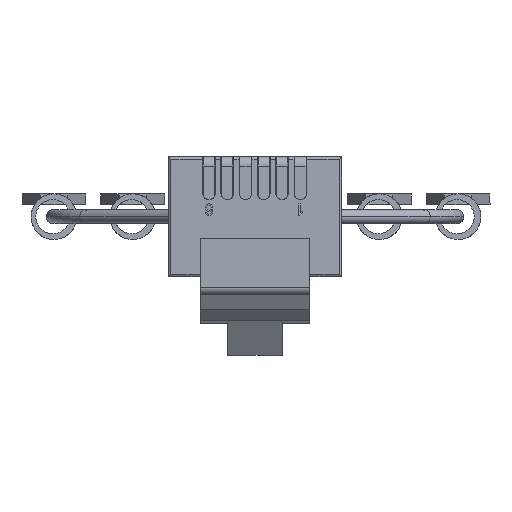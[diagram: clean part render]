
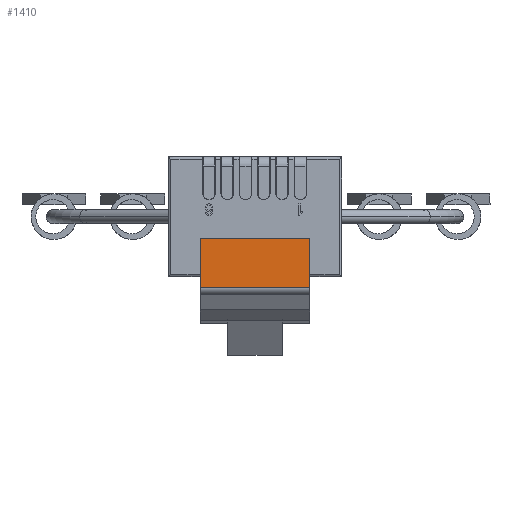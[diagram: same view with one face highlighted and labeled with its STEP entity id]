
A CAD part, front view. The second image highlights one B-rep face of the part: STEP entity #1410.
In plain terms, the highlighted face is planar.
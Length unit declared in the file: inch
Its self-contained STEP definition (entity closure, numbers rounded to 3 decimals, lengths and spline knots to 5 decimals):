
#1363 = EDGE_CURVE ( 'NONE', #1521, #1486, #5677, .T. ) ;
#1410 = ADVANCED_FACE ( 'NONE', ( #5648 ), #5647, .F. ) ;
#1411 = ORIENTED_EDGE ( 'NONE', *, *, #1537, .T. ) ;
#1417 = EDGE_CURVE ( 'NONE', #1535, #1521, #5890, .T. ) ;
#1418 = ORIENTED_EDGE ( 'NONE', *, *, #1363, .T. ) ;
#1422 = EDGE_LOOP ( 'NONE', ( #1411, #1459, #1418, #1446 ) ) ;
#1446 = ORIENTED_EDGE ( 'NONE', *, *, #1560, .T. ) ;
#1459 = ORIENTED_EDGE ( 'NONE', *, *, #1417, .T. ) ;
#1486 = VERTEX_POINT ( 'NONE', #5862 ) ;
#1521 = VERTEX_POINT ( 'NONE', #5799 ) ;
#1533 = VERTEX_POINT ( 'NONE', #6041 ) ;
#1535 = VERTEX_POINT ( 'NONE', #5958 ) ;
#1537 = EDGE_CURVE ( 'NONE', #1533, #1535, #6033, .T. ) ;
#1560 = EDGE_CURVE ( 'NONE', #1486, #1533, #6020, .T. ) ;
#5100 = DIRECTION ( 'NONE',  ( 0., 0., -1. ) ) ;
#5105 = CARTESIAN_POINT ( 'NONE',  ( -0.12, 0.171, 0.273 ) ) ;
#5229 = DIRECTION ( 'NONE',  ( -1., 0., 0. ) ) ;
#5644 = AXIS2_PLACEMENT_3D ( 'NONE', #5105, #5100, #5229 ) ;
#5647 = PLANE ( 'NONE',  #5644 ) ;
#5648 = FACE_OUTER_BOUND ( 'NONE', #1422, .T. ) ;
#5674 = DIRECTION ( 'NONE',  ( 0., -1., 0. ) ) ;
#5675 = VECTOR ( 'NONE', #5674, 39.37008 ) ;
#5676 = CARTESIAN_POINT ( 'NONE',  ( -0.12, 0.171, 0.273 ) ) ;
#5677 = LINE ( 'NONE', #5676, #5675 ) ;
#5799 = CARTESIAN_POINT ( 'NONE',  ( -0.12, 0.156, 0.273 ) ) ;
#5862 = CARTESIAN_POINT ( 'NONE',  ( -0.12, 0.048, 0.273 ) ) ;
#5889 = CARTESIAN_POINT ( 'NONE',  ( -0.12, 0.156, 0.273 ) ) ;
#5890 = LINE ( 'NONE', #5889, #5904 ) ;
#5903 = DIRECTION ( 'NONE',  ( -1., 0., 0. ) ) ;
#5904 = VECTOR ( 'NONE', #5903, 39.37008 ) ;
#5958 = CARTESIAN_POINT ( 'NONE',  ( 0.12, 0.156, 0.273 ) ) ;
#6017 = DIRECTION ( 'NONE',  ( 1., 0., 0. ) ) ;
#6018 = VECTOR ( 'NONE', #6017, 39.37008 ) ;
#6019 = CARTESIAN_POINT ( 'NONE',  ( 0.12, 0.048, 0.273 ) ) ;
#6020 = LINE ( 'NONE', #6019, #6018 ) ;
#6030 = DIRECTION ( 'NONE',  ( 0., 1., 0. ) ) ;
#6031 = VECTOR ( 'NONE', #6030, 39.37008 ) ;
#6032 = CARTESIAN_POINT ( 'NONE',  ( 0.12, 0.171, 0.273 ) ) ;
#6033 = LINE ( 'NONE', #6032, #6031 ) ;
#6041 = CARTESIAN_POINT ( 'NONE',  ( 0.12, 0.048, 0.273 ) ) ;
